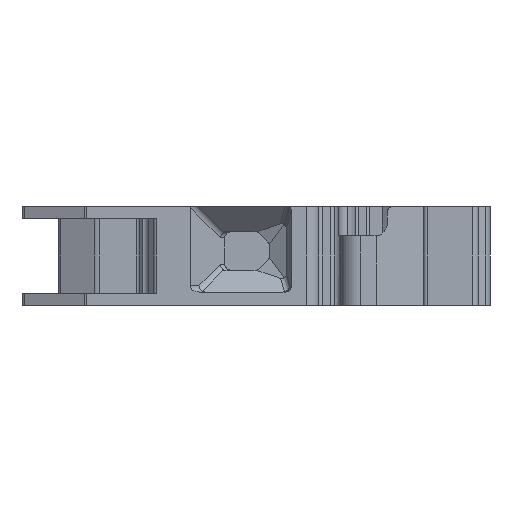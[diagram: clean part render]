
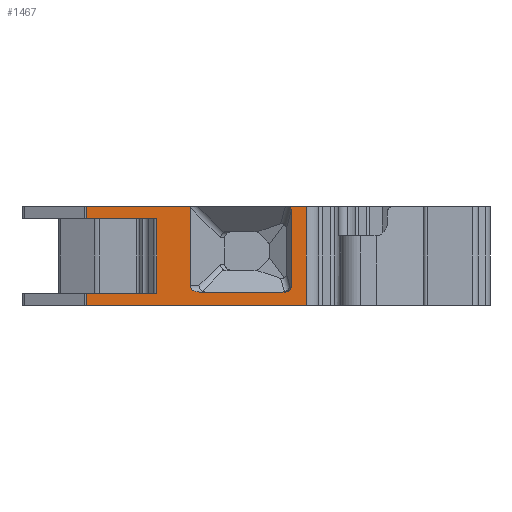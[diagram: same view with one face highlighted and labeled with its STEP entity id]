
A CAD part, left-side view. The second image highlights one B-rep face of the part: STEP entity #1467.
In plain terms, the highlighted planar face has unit normal (-1, 0, 0).
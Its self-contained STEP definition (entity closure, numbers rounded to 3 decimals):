
#106=ELLIPSE('',#6064,0.72,0.5);
#107=ELLIPSE('',#6065,0.518,0.5);
#108=ELLIPSE('',#6066,0.707,0.5);
#109=ELLIPSE('',#6067,0.866,0.5);
#421=LINE('',#8542,#988);
#440=LINE('',#8617,#1007);
#442=LINE('',#8625,#1009);
#531=LINE('',#8955,#1098);
#532=LINE('',#8957,#1099);
#544=LINE('',#9001,#1111);
#545=LINE('',#9005,#1112);
#546=LINE('',#9009,#1113);
#547=LINE('',#9013,#1114);
#548=LINE('',#9016,#1115);
#549=LINE('',#9017,#1116);
#550=LINE('',#9018,#1117);
#988=VECTOR('',#6723,1.);
#1007=VECTOR('',#6782,1.);
#1009=VECTOR('',#6788,1.);
#1098=VECTOR('',#7041,1.);
#1099=VECTOR('',#7044,1.);
#1111=VECTOR('',#7086,1.);
#1112=VECTOR('',#7091,1.);
#1113=VECTOR('',#7094,1.);
#1114=VECTOR('',#7097,1.);
#1115=VECTOR('',#7100,1.);
#1116=VECTOR('',#7101,1.);
#1117=VECTOR('',#7102,1.);
#1467=ADVANCED_FACE('',(#1905),#1751,.F.);
#1751=PLANE('',#6068);
#1905=FACE_OUTER_BOUND('',#2197,.T.);
#2197=EDGE_LOOP('',(#2930,#2931,#2932,#2933,#2934,#2935,#2936,#2937,#2938,
#2939,#2940,#2941,#2942,#2943,#2944,#2945));
#2930=ORIENTED_EDGE('',*,*,#4995,.F.);
#2931=ORIENTED_EDGE('',*,*,#5186,.T.);
#2932=ORIENTED_EDGE('',*,*,#5187,.T.);
#2933=ORIENTED_EDGE('',*,*,#5188,.T.);
#2934=ORIENTED_EDGE('',*,*,#5189,.T.);
#2935=ORIENTED_EDGE('',*,*,#5190,.T.);
#2936=ORIENTED_EDGE('',*,*,#5191,.T.);
#2937=ORIENTED_EDGE('',*,*,#5192,.T.);
#2938=ORIENTED_EDGE('',*,*,#4991,.F.);
#2939=ORIENTED_EDGE('',*,*,#5193,.T.);
#2940=ORIENTED_EDGE('',*,*,#5162,.T.);
#2941=ORIENTED_EDGE('',*,*,#5194,.T.);
#2942=ORIENTED_EDGE('',*,*,#5163,.F.);
#2943=ORIENTED_EDGE('',*,*,#5185,.T.);
#2944=ORIENTED_EDGE('',*,*,#4954,.T.);
#2945=ORIENTED_EDGE('',*,*,#5195,.F.);
#4373=VERTEX_POINT('',#8541);
#4374=VERTEX_POINT('',#8543);
#4409=VERTEX_POINT('',#8616);
#4410=VERTEX_POINT('',#8618);
#4413=VERTEX_POINT('',#8624);
#4414=VERTEX_POINT('',#8626);
#4556=VERTEX_POINT('',#8921);
#4572=VERTEX_POINT('',#8954);
#4573=VERTEX_POINT('',#8958);
#4574=VERTEX_POINT('',#8959);
#4590=VERTEX_POINT('',#9004);
#4591=VERTEX_POINT('',#9006);
#4592=VERTEX_POINT('',#9008);
#4593=VERTEX_POINT('',#9010);
#4594=VERTEX_POINT('',#9012);
#4595=VERTEX_POINT('',#9014);
#4954=EDGE_CURVE('',#4374,#4373,#421,.T.);
#4991=EDGE_CURVE('',#4409,#4410,#440,.T.);
#4995=EDGE_CURVE('',#4413,#4414,#442,.T.);
#5162=EDGE_CURVE('',#4556,#4572,#531,.T.);
#5163=EDGE_CURVE('',#4573,#4574,#532,.T.);
#5185=EDGE_CURVE('',#4573,#4374,#544,.T.);
#5186=EDGE_CURVE('',#4413,#4590,#106,.T.);
#5187=EDGE_CURVE('',#4590,#4591,#545,.T.);
#5188=EDGE_CURVE('',#4591,#4592,#107,.T.);
#5189=EDGE_CURVE('',#4592,#4593,#546,.T.);
#5190=EDGE_CURVE('',#4593,#4594,#108,.T.);
#5191=EDGE_CURVE('',#4594,#4595,#547,.T.);
#5192=EDGE_CURVE('',#4595,#4410,#109,.T.);
#5193=EDGE_CURVE('',#4409,#4556,#548,.T.);
#5194=EDGE_CURVE('',#4572,#4574,#549,.T.);
#5195=EDGE_CURVE('',#4414,#4373,#550,.T.);
#6064=AXIS2_PLACEMENT_3D('',#9003,#7089,#7090);
#6065=AXIS2_PLACEMENT_3D('',#9007,#7092,#7093);
#6066=AXIS2_PLACEMENT_3D('',#9011,#7095,#7096);
#6067=AXIS2_PLACEMENT_3D('',#9015,#7098,#7099);
#6068=AXIS2_PLACEMENT_3D('',#9019,#7103,#7104);
#6723=DIRECTION('',(0.,-1.,0.));
#6782=DIRECTION('',(0.,-1.,0.));
#6788=DIRECTION('',(0.,-1.,0.));
#7041=DIRECTION('',(0.,-1.,0.));
#7044=DIRECTION('',(0.,-1.,0.));
#7086=DIRECTION('',(0.,0.,-1.));
#7089=DIRECTION('',(1.,0.,0.));
#7090=DIRECTION('',(0.,-0.259,0.966));
#7091=DIRECTION('',(0.,0.,-1.));
#7092=DIRECTION('',(1.,0.,0.));
#7093=DIRECTION('',(0.,-1.,0.));
#7094=DIRECTION('',(0.,1.,0.));
#7095=DIRECTION('',(1.,0.,0.));
#7096=DIRECTION('',(0.,-1.,0.));
#7097=DIRECTION('',(0.,0.,1.));
#7098=DIRECTION('',(1.,0.,0.));
#7099=DIRECTION('',(0.,0.707,0.707));
#7100=DIRECTION('',(0.,0.,-1.));
#7101=DIRECTION('',(0.,0.,-1.));
#7102=DIRECTION('',(0.,0.,-1.));
#7103=DIRECTION('',(1.,0.,0.));
#7104=DIRECTION('',(0.,0.,-1.));
#8541=CARTESIAN_POINT('',(-24.,-118.822,0.));
#8542=CARTESIAN_POINT('',(-24.,-100.78,0.));
#8543=CARTESIAN_POINT('',(-24.,-100.78,0.));
#8616=CARTESIAN_POINT('',(-24.,-100.78,8.1));
#8617=CARTESIAN_POINT('',(-24.,-100.78,8.1));
#8618=CARTESIAN_POINT('',(-24.,-109.333,8.1));
#8624=CARTESIAN_POINT('',(-24.,-117.523,8.1));
#8625=CARTESIAN_POINT('',(-24.,-100.78,8.1));
#8626=CARTESIAN_POINT('',(-24.,-118.822,8.1));
#8921=CARTESIAN_POINT('',(-24.,-100.78,7.1));
#8954=CARTESIAN_POINT('',(-24.,-106.57,7.1));
#8955=CARTESIAN_POINT('',(-24.,-100.78,7.1));
#8957=CARTESIAN_POINT('',(-24.,-100.78,1.));
#8958=CARTESIAN_POINT('',(-24.,-100.78,1.));
#8959=CARTESIAN_POINT('',(-24.,-106.57,1.));
#9001=CARTESIAN_POINT('',(-24.,-100.78,8.1));
#9003=CARTESIAN_POINT('',(-24.,-117.073,7.643));
#9004=CARTESIAN_POINT('',(-24.,-117.591,7.772));
#9005=CARTESIAN_POINT('',(-24.,-117.591,4.45));
#9006=CARTESIAN_POINT('',(-24.,-117.591,1.6));
#9007=CARTESIAN_POINT('',(-24.,-117.073,1.6));
#9008=CARTESIAN_POINT('',(-24.,-117.073,1.1));
#9009=CARTESIAN_POINT('',(-24.,-113.157,1.1));
#9010=CARTESIAN_POINT('',(-24.,-110.029,1.1));
#9011=CARTESIAN_POINT('',(-24.,-110.029,1.6));
#9012=CARTESIAN_POINT('',(-24.,-109.322,1.6));
#9013=CARTESIAN_POINT('',(-24.,-109.322,4.45));
#9014=CARTESIAN_POINT('',(-24.,-109.322,7.996));
#9015=CARTESIAN_POINT('',(-24.,-110.029,7.643));
#9016=CARTESIAN_POINT('',(-24.,-100.78,8.1));
#9017=CARTESIAN_POINT('',(-24.,-106.57,7.1));
#9018=CARTESIAN_POINT('',(-24.,-118.822,8.1));
#9019=CARTESIAN_POINT('',(-24.,-100.78,8.1));
